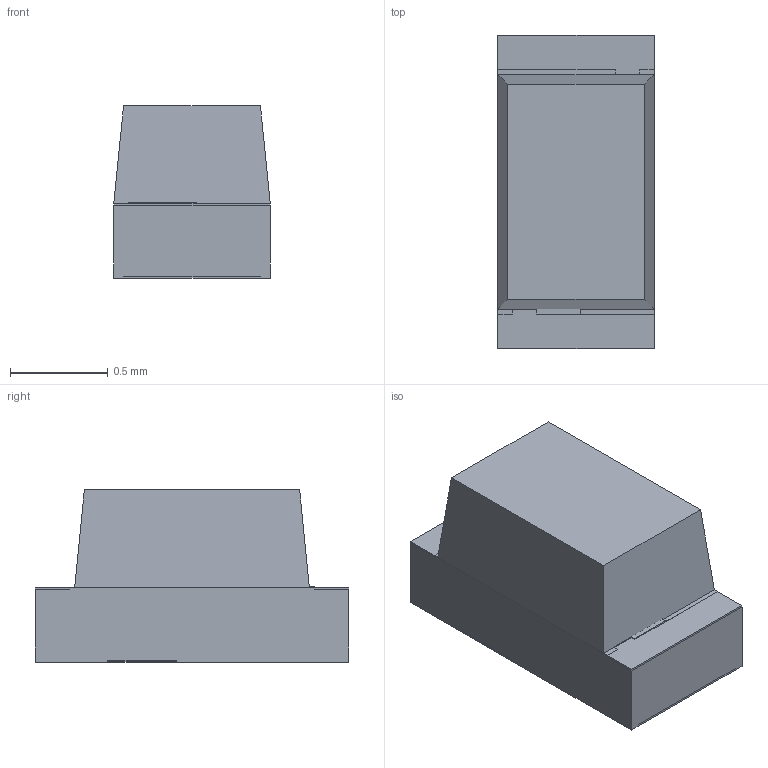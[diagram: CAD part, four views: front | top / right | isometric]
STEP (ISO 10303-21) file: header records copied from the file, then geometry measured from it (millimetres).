
FILE_DESCRIPTION(/* description */ ('Unknown'),/* implementation_level */ '2;1');
FILE_NAME(/* name */ '15406085BA4xx',/* time_stamp */ '2019-07-23T14:38:21+02:00',/* author */ ('Unknown'),/* organization */ ('Unknown'),/* preprocessor_version */ 'ST-DEVELOPER v16.7',/* originating_system */ 'DEX',/* authorisation */ $);
FILE_SCHEMA (('AUTOMOTIVE_DESIGN {1 0 10303 214 3 1 1}'));
Length unit declared in the file: millimetre
Products named in the file (4): 15406085BA4xx; Body; Dome; Pins
Assembly tree (3 placements, depth 2):
  15406085BA4xx
    Body
    Dome
    Pins
Bounding box: 0.8 x 1.6 x 0.88 mm (x, y, z)
Volume: 0.9 mm3; surface area: 10.2 mm2
Topology: 7 solids, 7 shells, 106 faces, 265 edges, 175 vertices
Faces by surface type: plane 96, cylinder 9, bspline 1
Entity records: 3707 total; most frequent: CARTESIAN_POINT 606, ORIENTED_EDGE 528, DIRECTION 498, EDGE_CURVE 264, LINE 244, VECTOR 244, VERTEX_POINT 175, AXIS2_PLACEMENT_3D 127
